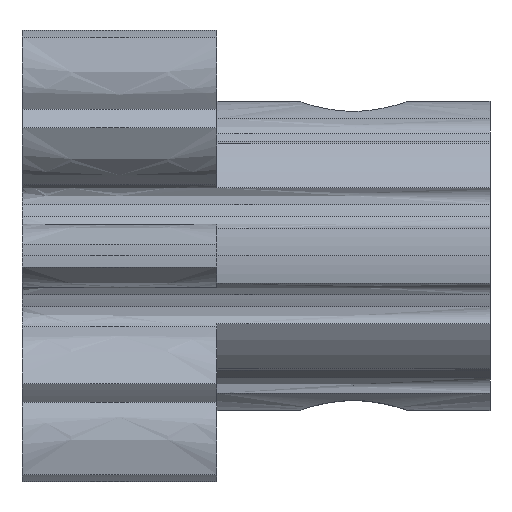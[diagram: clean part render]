
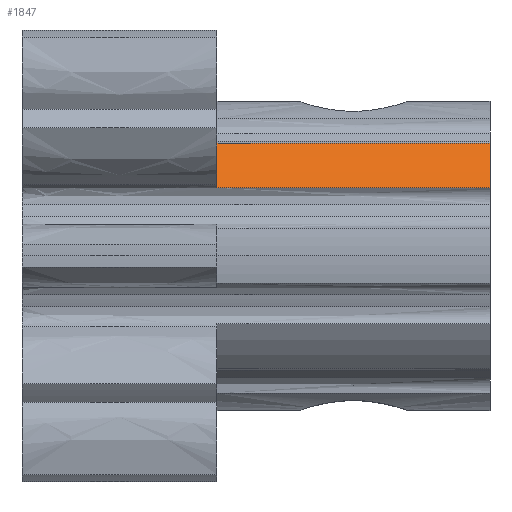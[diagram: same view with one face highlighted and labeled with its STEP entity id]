
A CAD part, top view. The second image highlights one B-rep face of the part: STEP entity #1847.
In plain terms, the highlighted free-form (B-spline) face has degree [3, 1] with [4, 2] control points.
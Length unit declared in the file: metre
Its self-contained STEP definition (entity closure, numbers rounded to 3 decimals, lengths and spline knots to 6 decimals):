
#125=LINE('',#6683,#213);
#130=LINE('',#6883,#218);
#213=VECTOR('',#2326,1.);
#218=VECTOR('',#2337,1.);
#278=CIRCLE('',#1927,0.004);
#345=CIRCLE('',#1994,0.004);
#858=ORIENTED_EDGE('',*,*,#1074,.T.);
#859=ORIENTED_EDGE('',*,*,#1226,.F.);
#860=ORIENTED_EDGE('',*,*,#1229,.F.);
#861=ORIENTED_EDGE('',*,*,#1218,.T.);
#1074=EDGE_CURVE('',#1340,#1341,#278,.T.);
#1218=EDGE_CURVE('',#1426,#1340,#125,.T.);
#1226=EDGE_CURVE('',#1429,#1341,#130,.T.);
#1229=EDGE_CURVE('',#1426,#1429,#345,.T.);
#1340=VERTEX_POINT('',#3548);
#1341=VERTEX_POINT('',#3549);
#1426=VERTEX_POINT('',#6684);
#1429=VERTEX_POINT('',#6882);
#1586=EDGE_LOOP('',(#858,#859,#860,#861));
#1686=FACE_BOUND('',#1586,.T.);
#1752=(
BOUNDED_SURFACE()
B_SPLINE_SURFACE(3,1,((#6895,#6896),(#6897,#6898),(#6899,#6900),(#6901,
#6902)),.CYLINDRICAL_SURF.,.F.,.F.,.F.)
B_SPLINE_SURFACE_WITH_KNOTS((4,4),(2,2),(0.093121,0.149546),
(0.045455,0.954545),.PIECEWISE_BEZIER_KNOTS.)
GEOMETRIC_REPRESENTATION_ITEM()
RATIONAL_B_SPLINE_SURFACE(((0.697,0.697),(0.65,
0.65),(0.611,0.611),(0.581,
0.581)))
REPRESENTATION_ITEM('')
SURFACE()
);
#1847=ADVANCED_FACE('',(#1686),#1752,.T.);
#1927=AXIS2_PLACEMENT_3D('',#3547,#2145,#2146);
#1994=AXIS2_PLACEMENT_3D('',#6903,#2341,#2342);
#2145=DIRECTION('',(1.,0.,0.));
#2146=DIRECTION('',(0.,0.,-1.));
#2326=DIRECTION('',(-1.,0.,0.));
#2337=DIRECTION('',(-1.,0.,0.));
#2341=DIRECTION('',(1.,0.,0.));
#2342=DIRECTION('',(0.,0.,-1.));
#3547=CARTESIAN_POINT('',(0.04,-0.0365,0.));
#3548=CARTESIAN_POINT('',(0.04,-0.033612,0.002768));
#3549=CARTESIAN_POINT('',(0.04,-0.03476,0.003602));
#6683=CARTESIAN_POINT('',(0.047,-0.033612,0.002768));
#6684=CARTESIAN_POINT('',(0.047,-0.033612,0.002768));
#6882=CARTESIAN_POINT('',(0.047,-0.03476,0.003602));
#6883=CARTESIAN_POINT('',(0.047,-0.03476,0.003602));
#6895=CARTESIAN_POINT('',(0.047,-0.03476,0.003602));
#6896=CARTESIAN_POINT('',(0.04,-0.03476,0.003602));
#6897=CARTESIAN_POINT('',(0.047,-0.034343,0.0034));
#6898=CARTESIAN_POINT('',(0.04,-0.034343,0.0034));
#6899=CARTESIAN_POINT('',(0.047,-0.033953,0.003123));
#6900=CARTESIAN_POINT('',(0.04,-0.033953,0.003123));
#6901=CARTESIAN_POINT('',(0.047,-0.033612,0.002768));
#6902=CARTESIAN_POINT('',(0.04,-0.033612,0.002768));
#6903=CARTESIAN_POINT('',(0.047,-0.0365,0.));
